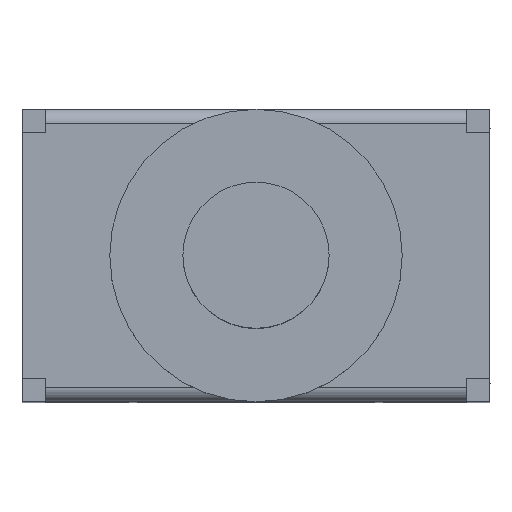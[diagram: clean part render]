
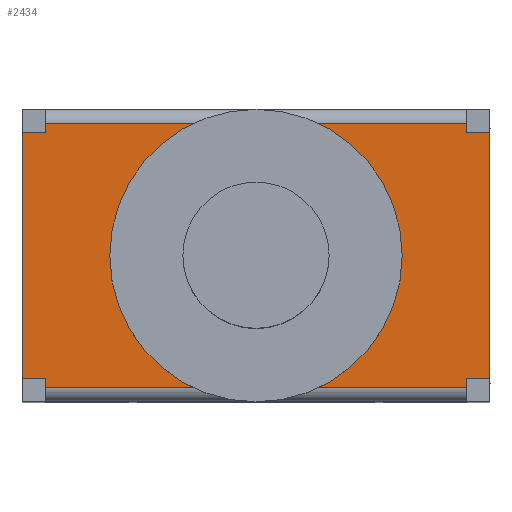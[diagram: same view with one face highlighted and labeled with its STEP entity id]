
A CAD part, top view. The second image highlights one B-rep face of the part: STEP entity #2434.
In plain terms, the highlighted planar face has unit normal (0, 0, 1).
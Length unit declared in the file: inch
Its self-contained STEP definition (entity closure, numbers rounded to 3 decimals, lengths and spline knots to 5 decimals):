
#164=PLANE('',#2613);
#311=LINE('',#3573,#574);
#315=LINE('',#3582,#578);
#319=LINE('',#3591,#582);
#323=LINE('',#3600,#586);
#326=LINE('',#3604,#589);
#327=LINE('',#3606,#590);
#336=LINE('',#3627,#599);
#346=LINE('',#3651,#609);
#359=LINE('',#3677,#622);
#366=LINE('',#3690,#629);
#374=LINE('',#3705,#637);
#376=LINE('',#3708,#639);
#574=VECTOR('',#2943,0.3937);
#578=VECTOR('',#2949,0.3937);
#582=VECTOR('',#2955,0.3937);
#586=VECTOR('',#2961,0.3937);
#589=VECTOR('',#2966,0.3937);
#590=VECTOR('',#2969,0.3937);
#599=VECTOR('',#2986,0.3937);
#609=VECTOR('',#3002,0.3937);
#622=VECTOR('',#3021,0.3937);
#629=VECTOR('',#3034,0.3937);
#637=VECTOR('',#3048,0.3937);
#639=VECTOR('',#3052,0.3937);
#821=FACE_OUTER_BOUND('',#959,.T.);
#959=EDGE_LOOP('',(#2075,#2076,#2077,#2078,#2079,#2080,#2081,#2082,#2083,
#2084,#2085,#2086));
#1146=VERTEX_POINT('',#3570);
#1147=VERTEX_POINT('',#3572);
#1150=VERTEX_POINT('',#3579);
#1151=VERTEX_POINT('',#3581);
#1154=VERTEX_POINT('',#3588);
#1155=VERTEX_POINT('',#3590);
#1158=VERTEX_POINT('',#3597);
#1159=VERTEX_POINT('',#3599);
#1164=VERTEX_POINT('',#3620);
#1167=VERTEX_POINT('',#3625);
#1177=VERTEX_POINT('',#3648);
#1178=VERTEX_POINT('',#3650);
#1426=EDGE_CURVE('',#1147,#1146,#311,.T.);
#1430=EDGE_CURVE('',#1151,#1150,#315,.T.);
#1434=EDGE_CURVE('',#1155,#1154,#319,.T.);
#1438=EDGE_CURVE('',#1159,#1158,#323,.T.);
#1441=EDGE_CURVE('',#1155,#1146,#326,.T.);
#1442=EDGE_CURVE('',#1151,#1158,#327,.T.);
#1453=EDGE_CURVE('',#1167,#1164,#336,.T.);
#1464=EDGE_CURVE('',#1177,#1178,#346,.T.);
#1478=EDGE_CURVE('',#1150,#1178,#359,.T.);
#1485=EDGE_CURVE('',#1167,#1159,#366,.T.);
#1493=EDGE_CURVE('',#1177,#1147,#374,.T.);
#1495=EDGE_CURVE('',#1154,#1164,#376,.T.);
#2075=ORIENTED_EDGE('',*,*,#1426,.T.);
#2076=ORIENTED_EDGE('',*,*,#1441,.F.);
#2077=ORIENTED_EDGE('',*,*,#1434,.T.);
#2078=ORIENTED_EDGE('',*,*,#1495,.T.);
#2079=ORIENTED_EDGE('',*,*,#1453,.F.);
#2080=ORIENTED_EDGE('',*,*,#1485,.T.);
#2081=ORIENTED_EDGE('',*,*,#1438,.T.);
#2082=ORIENTED_EDGE('',*,*,#1442,.F.);
#2083=ORIENTED_EDGE('',*,*,#1430,.T.);
#2084=ORIENTED_EDGE('',*,*,#1478,.T.);
#2085=ORIENTED_EDGE('',*,*,#1464,.F.);
#2086=ORIENTED_EDGE('',*,*,#1493,.T.);
#2434=ADVANCED_FACE('',(#821),#164,.T.);
#2613=AXIS2_PLACEMENT_3D('',#3746,#3093,#3094);
#2943=DIRECTION('',(-1.,0.,0.));
#2949=DIRECTION('',(-1.,0.,0.));
#2955=DIRECTION('',(1.,0.,0.));
#2961=DIRECTION('',(1.,0.,0.));
#2966=DIRECTION('',(0.,1.,0.));
#2969=DIRECTION('',(0.,-1.,0.));
#2986=DIRECTION('',(-1.,0.,0.));
#3002=DIRECTION('',(1.,0.,0.));
#3021=DIRECTION('',(0.,1.,0.));
#3034=DIRECTION('',(0.,1.,0.));
#3048=DIRECTION('',(0.,-1.,0.));
#3052=DIRECTION('',(0.,-1.,0.));
#3093=DIRECTION('center_axis',(0.,0.,
1.));
#3094=DIRECTION('ref_axis',(-1.,0.,0.));
#3570=CARTESIAN_POINT('',(-0.16004,0.08425,0.28858));
#3572=CARTESIAN_POINT('',(-0.1437,0.08425,0.28858));
#3573=CARTESIAN_POINT('',(-0.07185,0.08425,0.28858));
#3579=CARTESIAN_POINT('',(0.1437,0.08425,0.28858));
#3581=CARTESIAN_POINT('',(0.16004,0.08425,0.28858));
#3582=CARTESIAN_POINT('',(0.08002,0.08425,0.28858));
#3588=CARTESIAN_POINT('',(-0.1437,-0.08425,0.28858));
#3590=CARTESIAN_POINT('',(-0.16004,-0.08425,0.28858));
#3591=CARTESIAN_POINT('',(-0.08002,-0.08425,0.28858));
#3597=CARTESIAN_POINT('',(0.16004,-0.08425,0.28858));
#3599=CARTESIAN_POINT('',(0.1437,-0.08425,0.28858));
#3600=CARTESIAN_POINT('',(0.07185,-0.08425,0.28858));
#3604=CARTESIAN_POINT('',(-0.16004,-0.1,0.28858));
#3606=CARTESIAN_POINT('',(0.16004,0.1,0.28858));
#3620=CARTESIAN_POINT('',(-0.1437,-0.09016,0.28858));
#3625=CARTESIAN_POINT('',(0.1437,-0.09016,0.28858));
#3627=CARTESIAN_POINT('',(0.08002,-0.09016,0.28858));
#3648=CARTESIAN_POINT('',(-0.1437,0.09016,0.28858));
#3650=CARTESIAN_POINT('',(0.1437,0.09016,0.28858));
#3651=CARTESIAN_POINT('',(-0.08002,0.09016,0.28858));
#3677=CARTESIAN_POINT('',(0.1437,0.04213,0.28858));
#3690=CARTESIAN_POINT('',(0.1437,-0.05,0.28858));
#3705=CARTESIAN_POINT('',(-0.1437,0.05,0.28858));
#3708=CARTESIAN_POINT('',(-0.1437,-0.04213,0.28858));
#3746=CARTESIAN_POINT('Origin',(0.,0.,
0.28858));
